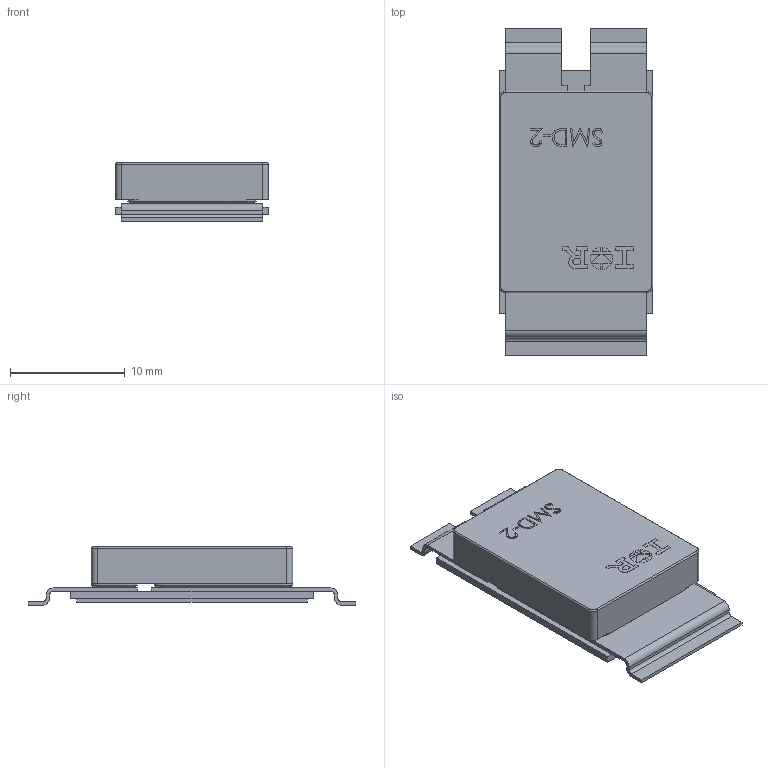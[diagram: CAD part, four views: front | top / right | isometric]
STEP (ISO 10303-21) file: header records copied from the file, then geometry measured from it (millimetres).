
FILE_DESCRIPTION (( 'STEP AP203' ), '1' );
FILE_NAME ('D100781G-STEP Rev D.STEP', '2021-11-11T13:08:14', ( '' ), ( '' ), 'SwSTEP 2.0', 'SolidWorks 2018', '' );
FILE_SCHEMA (( 'CONFIG_CONTROL_DESIGN' ));
Length unit declared in the file: inch
Products named in the file (1): D100781G-STEP Rev D
Bounding box: 13.34 x 28.55 x 5.08 mm (x, y, z)
Volume: 1161.9 mm3; surface area: 1253.9 mm2
Topology: 1 solids, 1 shells, 249 faces, 658 edges, 426 vertices
Faces by surface type: plane 163, cylinder 42, bspline 28, cone 12, torus 4
Entity records: 9075 total; most frequent: CARTESIAN_POINT 2930, ORIENTED_EDGE 1316, DIRECTION 1146, EDGE_CURVE 658, VECTOR 502, LINE 502, VERTEX_POINT 426, AXIS2_PLACEMENT_3D 322
